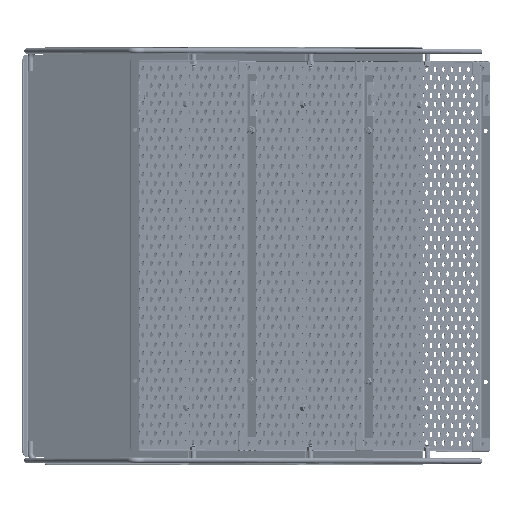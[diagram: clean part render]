
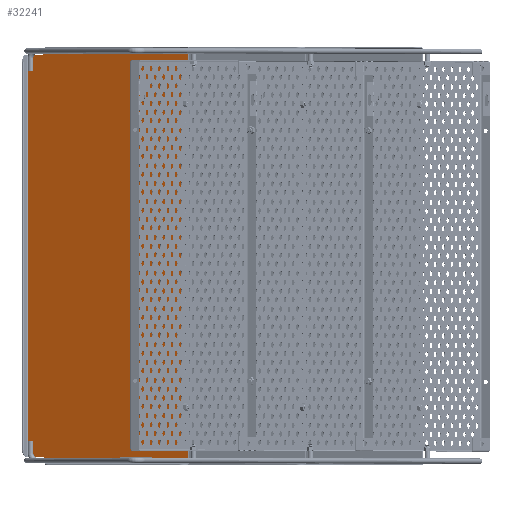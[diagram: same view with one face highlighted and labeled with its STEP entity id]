
A CAD part, top view. The second image highlights one B-rep face of the part: STEP entity #32241.
In plain terms, the highlighted face is planar.
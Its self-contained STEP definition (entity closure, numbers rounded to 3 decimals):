
#60 = CARTESIAN_POINT ( 'NONE',  ( -2.3, 2.3, 0. ) ) ;
#177 = DIRECTION ( 'NONE',  ( -0.966, -0.259, 0. ) ) ;
#375 = VECTOR ( 'NONE', #1645, 1000. ) ;
#597 = VERTEX_POINT ( 'NONE', #4736 ) ;
#680 = LINE ( 'NONE', #20620, #15913 ) ;
#1011 = LINE ( 'NONE', #15063, #14969 ) ;
#1463 = CARTESIAN_POINT ( 'NONE',  ( -11.735, 247.199, 0. ) ) ;
#1541 = CARTESIAN_POINT ( 'NONE',  ( -11.735, 271.2, 0. ) ) ;
#1572 = CARTESIAN_POINT ( 'NONE',  ( -9.735, 247.199, 0. ) ) ;
#1645 = DIRECTION ( 'NONE',  ( 0., 1., 0. ) ) ;
#2005 = LINE ( 'NONE', #5332, #33602 ) ;
#2978 = EDGE_CURVE ( 'NONE', #32774, #27253, #22485, .T. ) ;
#3248 = CARTESIAN_POINT ( 'NONE',  ( -605.7, 271.2, 0. ) ) ;
#4028 = CARTESIAN_POINT ( 'NONE',  ( -22., 2.3, 0. ) ) ;
#4117 = CARTESIAN_POINT ( 'NONE',  ( -605.7, 0., 0. ) ) ;
#4326 = VECTOR ( 'NONE', #177, 1000. ) ;
#4484 = ORIENTED_EDGE ( 'NONE', *, *, #2978, .F. ) ;
#4736 = CARTESIAN_POINT ( 'NONE',  ( -596.265, 247.199, 0. ) ) ;
#4844 = ORIENTED_EDGE ( 'NONE', *, *, #34209, .F. ) ;
#5182 = CARTESIAN_POINT ( 'NONE',  ( -2.3, 243.136, 0. ) ) ;
#5332 = CARTESIAN_POINT ( 'NONE',  ( -2.3, 272., 0. ) ) ;
#5774 = LINE ( 'NONE', #60, #8565 ) ;
#5781 = VERTEX_POINT ( 'NONE', #5182 ) ;
#6134 = VERTEX_POINT ( 'NONE', #4028 ) ;
#6204 = EDGE_LOOP ( 'NONE', ( #35309, #33032, #17341, #4844, #11098, #11742, #28012, #21534, #4484, #28922, #6211, #27905 ) ) ;
#6211 = ORIENTED_EDGE ( 'NONE', *, *, #7902, .F. ) ;
#6891 = DIRECTION ( 'NONE',  ( 0., 1., 0. ) ) ;
#6934 = LINE ( 'NONE', #24469, #35943 ) ;
#7493 = VERTEX_POINT ( 'NONE', #10908 ) ;
#7902 = EDGE_CURVE ( 'NONE', #27331, #597, #24148, .T. ) ;
#8015 = EDGE_CURVE ( 'NONE', #5781, #27370, #2005, .T. ) ;
#8565 = VECTOR ( 'NONE', #22230, 1000. ) ;
#9603 = VERTEX_POINT ( 'NONE', #21000 ) ;
#9714 = DIRECTION ( 'NONE',  ( 0., 1., 0. ) ) ;
#10297 = FACE_OUTER_BOUND ( 'NONE', #6204, .T. ) ;
#10908 = CARTESIAN_POINT ( 'NONE',  ( -10.253, 245.267, 0. ) ) ;
#11098 = ORIENTED_EDGE ( 'NONE', *, *, #8015, .F. ) ;
#11742 = ORIENTED_EDGE ( 'NONE', *, *, #19570, .F. ) ;
#13680 = VERTEX_POINT ( 'NONE', #14137 ) ;
#13720 = CARTESIAN_POINT ( 'NONE',  ( -605.7, 243.136, 0. ) ) ;
#14137 = CARTESIAN_POINT ( 'NONE',  ( -11.735, 247.199, 0. ) ) ;
#14202 = CARTESIAN_POINT ( 'NONE',  ( -597.747, 245.267, 0. ) ) ;
#14378 = AXIS2_PLACEMENT_3D ( 'NONE', #23781, #35412, #16049 ) ;
#14933 = VECTOR ( 'NONE', #31843, 1000. ) ;
#14969 = VECTOR ( 'NONE', #32044, 1000. ) ;
#15063 = CARTESIAN_POINT ( 'NONE',  ( -2.3, 2.3, 0. ) ) ;
#15333 = DIRECTION ( 'NONE',  ( 0., 0., 1. ) ) ;
#15913 = VECTOR ( 'NONE', #9714, 1000. ) ;
#16049 = DIRECTION ( 'NONE',  ( 1., 0., 0. ) ) ;
#16131 = CARTESIAN_POINT ( 'NONE',  ( -605.7, 2.3, 0. ) ) ;
#17341 = ORIENTED_EDGE ( 'NONE', *, *, #20274, .F. ) ;
#17873 = EDGE_CURVE ( 'NONE', #597, #32774, #680, .T. ) ;
#18540 = CARTESIAN_POINT ( 'NONE',  ( -596.265, 271.2, 0. ) ) ;
#19395 = DIRECTION ( 'NONE',  ( 0., -1., 0. ) ) ;
#19570 = EDGE_CURVE ( 'NONE', #7493, #5781, #29438, .T. ) ;
#20274 = EDGE_CURVE ( 'NONE', #6134, #9603, #1011, .T. ) ;
#20582 = CARTESIAN_POINT ( 'NONE',  ( -10.253, 245.267, 0. ) ) ;
#20620 = CARTESIAN_POINT ( 'NONE',  ( -596.265, 247.199, 0. ) ) ;
#20904 = VERTEX_POINT ( 'NONE', #13720 ) ;
#21000 = CARTESIAN_POINT ( 'NONE',  ( -586., 2.3, 0. ) ) ;
#21130 = CARTESIAN_POINT ( 'NONE',  ( -597.747, 245.267, 0. ) ) ;
#21534 = ORIENTED_EDGE ( 'NONE', *, *, #24510, .T. ) ;
#21562 = CIRCLE ( 'NONE', #28026, 2. ) ;
#21708 = DIRECTION ( 'NONE',  ( -1., 0., 0. ) ) ;
#22230 = DIRECTION ( 'NONE',  ( -1., 0., 0. ) ) ;
#22485 = LINE ( 'NONE', #3248, #29078 ) ;
#23514 = EDGE_CURVE ( 'NONE', #9603, #27990, #5774, .T. ) ;
#23781 = CARTESIAN_POINT ( 'NONE',  ( 0., 0., 0. ) ) ;
#23893 = CARTESIAN_POINT ( 'NONE',  ( -2.3, 2.3, 0. ) ) ;
#24144 = PLANE ( 'NONE',  #14378 ) ;
#24148 = CIRCLE ( 'NONE', #25322, 2. ) ;
#24469 = CARTESIAN_POINT ( 'NONE',  ( -2.3, 2.3, 0. ) ) ;
#24510 = EDGE_CURVE ( 'NONE', #13680, #27253, #26773, .T. ) ;
#24839 = DIRECTION ( 'NONE',  ( -1., 0., 0. ) ) ;
#25322 = AXIS2_PLACEMENT_3D ( 'NONE', #29151, #15333, #26580 ) ;
#25442 = DIRECTION ( 'NONE',  ( 1., 0., 0. ) ) ;
#25481 = EDGE_CURVE ( 'NONE', #27990, #20904, #31283, .T. ) ;
#25819 = VECTOR ( 'NONE', #6891, 1000. ) ;
#26580 = DIRECTION ( 'NONE',  ( 1., 0., 0. ) ) ;
#26773 = LINE ( 'NONE', #1463, #375 ) ;
#27253 = VERTEX_POINT ( 'NONE', #1541 ) ;
#27331 = VERTEX_POINT ( 'NONE', #21130 ) ;
#27370 = VERTEX_POINT ( 'NONE', #23893 ) ;
#27905 = ORIENTED_EDGE ( 'NONE', *, *, #33560, .T. ) ;
#27990 = VERTEX_POINT ( 'NONE', #16131 ) ;
#28012 = ORIENTED_EDGE ( 'NONE', *, *, #30910, .T. ) ;
#28026 = AXIS2_PLACEMENT_3D ( 'NONE', #1572, #32799, #24839 ) ;
#28414 = LINE ( 'NONE', #14202, #4326 ) ;
#28922 = ORIENTED_EDGE ( 'NONE', *, *, #17873, .F. ) ;
#29078 = VECTOR ( 'NONE', #25442, 1000. ) ;
#29151 = CARTESIAN_POINT ( 'NONE',  ( -598.265, 247.199, 0. ) ) ;
#29438 = LINE ( 'NONE', #20582, #14933 ) ;
#30910 = EDGE_CURVE ( 'NONE', #7493, #13680, #21562, .T. ) ;
#31283 = LINE ( 'NONE', #4117, #25819 ) ;
#31843 = DIRECTION ( 'NONE',  ( 0.966, -0.259, 0. ) ) ;
#32044 = DIRECTION ( 'NONE',  ( -1., 0., 0. ) ) ;
#32241 = ADVANCED_FACE ( 'NONE', ( #10297 ), #24144, .T. ) ;
#32774 = VERTEX_POINT ( 'NONE', #18540 ) ;
#32799 = DIRECTION ( 'NONE',  ( 0., 0., -1. ) ) ;
#33032 = ORIENTED_EDGE ( 'NONE', *, *, #23514, .F. ) ;
#33560 = EDGE_CURVE ( 'NONE', #27331, #20904, #28414, .T. ) ;
#33602 = VECTOR ( 'NONE', #19395, 1000. ) ;
#34209 = EDGE_CURVE ( 'NONE', #27370, #6134, #6934, .T. ) ;
#35309 = ORIENTED_EDGE ( 'NONE', *, *, #25481, .F. ) ;
#35412 = DIRECTION ( 'NONE',  ( 0., 0., 1. ) ) ;
#35943 = VECTOR ( 'NONE', #21708, 1000. ) ;
